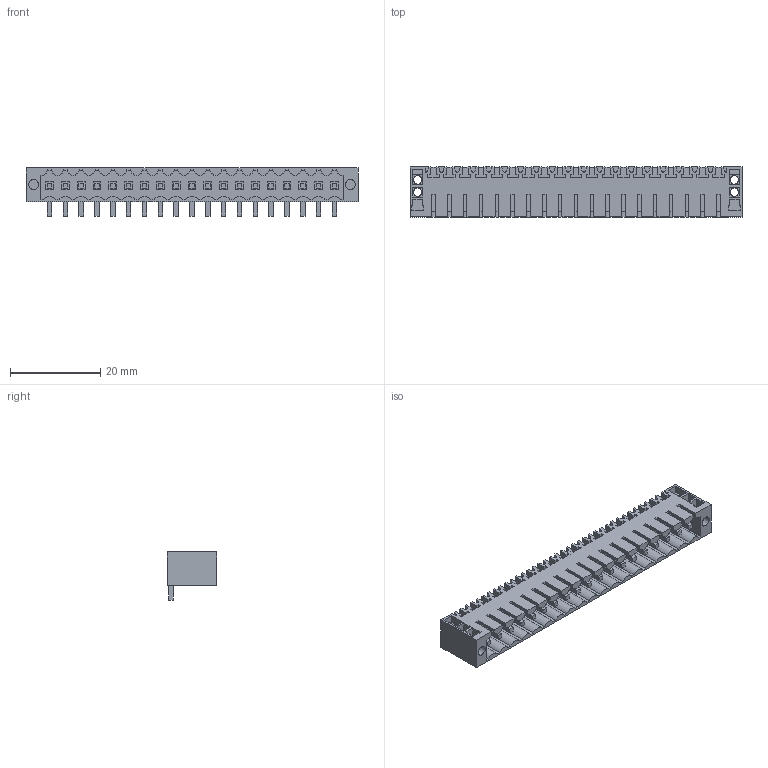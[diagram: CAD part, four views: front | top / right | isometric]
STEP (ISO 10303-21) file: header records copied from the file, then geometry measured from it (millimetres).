
FILE_DESCRIPTION(('CATIA V5 STEP Exchange','CAx-IF Rec.Pracs.--- Model Styling and Organization---1.2---2011-12-15'),'2;1');
FILE_NAME ('D1453619_0_1619790000_1619790000.stp','2018-03-06T12:04:32+00:00',('none'),('Weidmueller'),'CATIA Version 5-6 Release 2014','CATIA V5 STEP AP214','none');
FILE_SCHEMA(('AUTOMOTIVE_DESIGN { 1 0 10303 214 1 1 1 1 }'));
Length unit declared in the file: millimetre
Products named in the file (1): 1619790000
Bounding box: 73.4 x 11.05 x 10.65 mm (x, y, z)
Volume: 2662 mm3; surface area: 7272 mm2
Topology: 20 solids, 20 shells, 1146 faces, 3494 edges, 2394 vertices
Faces by surface type: plane 1053, cylinder 93
Entity records: 35832 total; most frequent: ORIENTED_EDGE 6988, CARTESIAN_POINT 6475, DIRECTION 4666, EDGE_CURVE 3494, VECTOR 3270, LINE 3270, VERTEX_POINT 2394, EDGE_LOOP 1208
